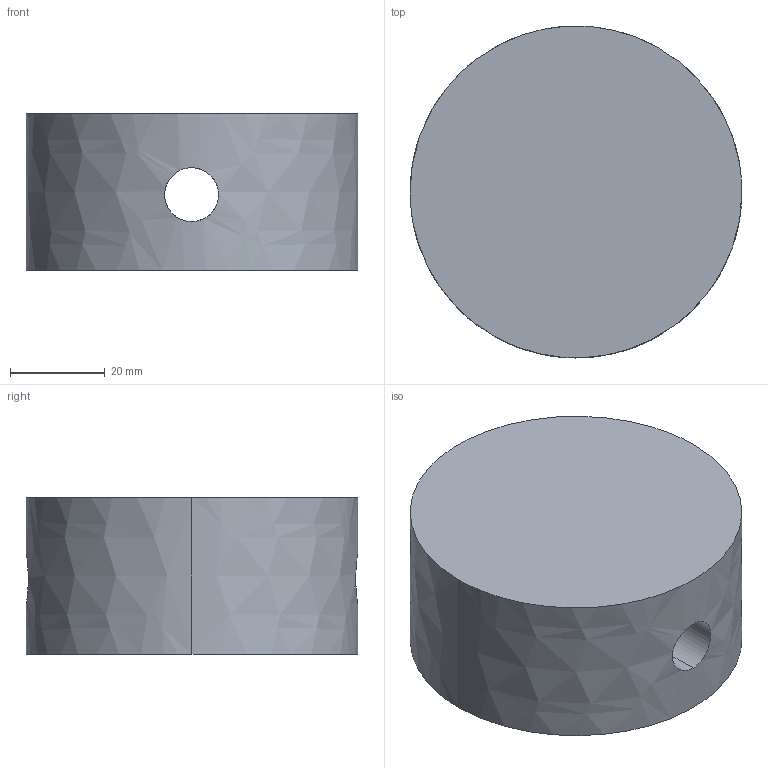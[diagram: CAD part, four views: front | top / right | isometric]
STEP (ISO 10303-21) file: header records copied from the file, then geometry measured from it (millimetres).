
FILE_DESCRIPTION(/* description */ (''),/* implementation_level */ '2;1');
FILE_NAME(/* name */ 'TEST2_~1',/* time_stamp */ '2022-05-27T12:40:58+02:00',/* author */ (''),/* organization */ (''),/* preprocessor_version */ 'ST-DEVELOPER v16.5',/* originating_system */ '',/* authorisation */ '');
FILE_SCHEMA (('AUTOMOTIVE_DESIGN_CC2'));
Length unit declared in the file: millimetre
Products named in the file (1): Document
Bounding box: 70 x 70 x 33 mm (x, y, z)
Volume: 120233.8 mm3; surface area: 17247.6 mm2
Topology: 1 solids, 1 shells, 6 faces, 15 edges, 14 vertices
Faces by surface type: bspline 6
Entity records: 697 total; most frequent: CARTESIAN_POINT 483, B_SPLINE_CURVE_WITH_KNOTS 31, ORIENTED_EDGE 24, PCURVE 24, DEFINITIONAL_REPRESENTATION 24, SURFACE_CURVE 12, EDGE_CURVE 12, EDGE_LOOP 8
